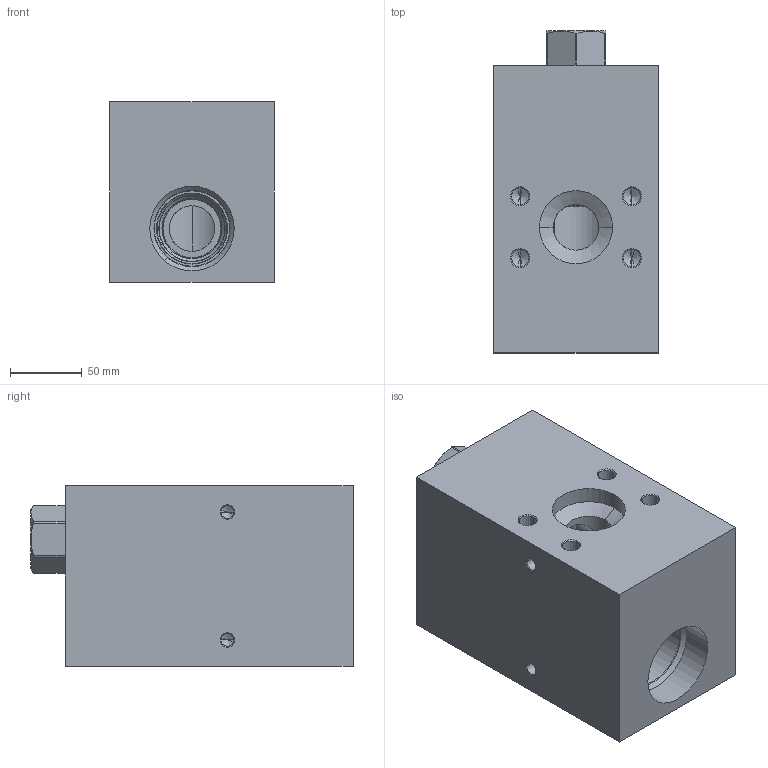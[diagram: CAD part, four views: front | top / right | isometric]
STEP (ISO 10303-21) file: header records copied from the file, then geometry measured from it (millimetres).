
FILE_DESCRIPTION((''),'2;1');
FILE_NAME('K4S_ASM','2024-02-21T',('ProEService'),(''),'PRO/ENGINEER BY PARAMETRIC TECHNOLOGY CORPORATION, 2014200','PRO/ENGINEER BY PARAMETRIC TECHNOLOGY CORPORATION, 2014200','');
FILE_SCHEMA(('CONFIG_CONTROL_DESIGN'));
Length unit declared in the file: inch
Products named in the file (3): 151-167-001; CXIDXCN; K4S_ASM
Assembly tree (2 placements, depth 2):
  K4S_ASM
    151-167-001
    CXIDXCN
Bounding box: 114.3 x 223.82 x 125.43 mm (x, y, z)
Volume: 2337862.4 mm3; surface area: 214386.2 mm2
Topology: 4 solids, 5 shells, 352 faces, 1077 edges, 848 vertices
Faces by surface type: cylinder 143, cone 114, plane 59, torus 26, revolution 8, sphere 2
Entity records: 13392 total; most frequent: CARTESIAN_POINT 3939, DIRECTION 2054, ORIENTED_EDGE 1644, EDGE_CURVE 822, AXIS2_PLACEMENT_3D 753, VECTOR 540, LINE 540, VERTEX_POINT 504
